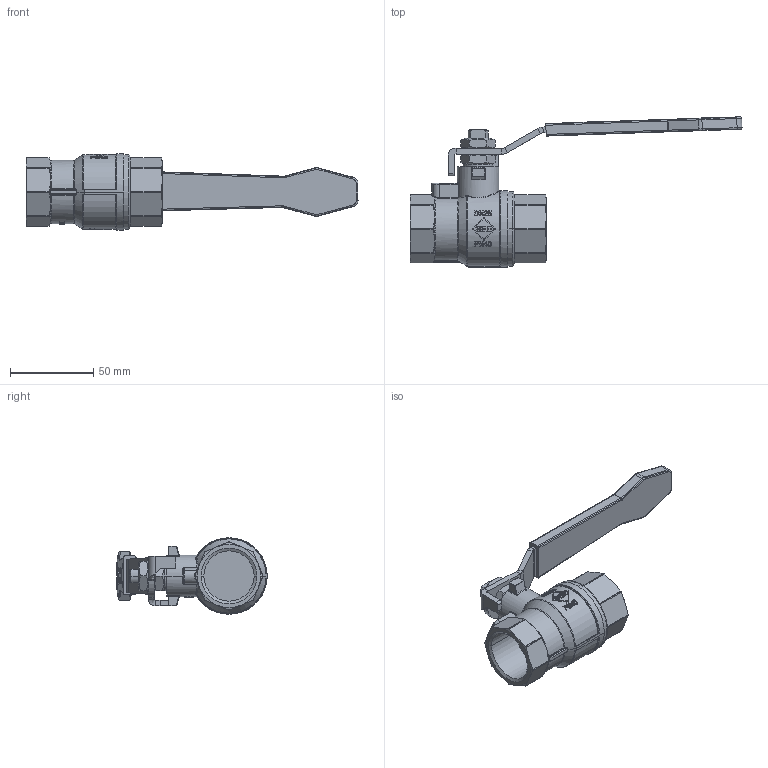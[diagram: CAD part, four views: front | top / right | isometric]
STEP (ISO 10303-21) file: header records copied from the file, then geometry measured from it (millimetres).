
FILE_DESCRIPTION(('STEP AP214'),'1');
FILE_NAME('valve_834-1.stp','2018-06-14T14:43:23',('TraceParts'),('TraceParts S.A.'),'Spatial InterOp 3D',' ',' ');
FILE_SCHEMA(('automotive_design'));
Length unit declared in the file: millimetre
Products named in the file (1): valve_834-1
Bounding box: 199.91 x 90.52 x 46 mm (x, y, z)
Volume: 116892.9 mm3; surface area: 33089.2 mm2
Topology: 1 solids, 2 shells, 1669 faces, 4406 edges, 2806 vertices
Faces by surface type: plane 681, bspline 583, cylinder 286, cone 62, torus 47, sphere 10
Entity records: 73811 total; most frequent: CARTESIAN_POINT 23175, ORIENTED_EDGE 8716, DIRECTION 6099, EDGE_CURVE 4358, VERTEX_POINT 2806, LINE 2167, VECTOR 2167, AXIS2_PLACEMENT_3D 1966
